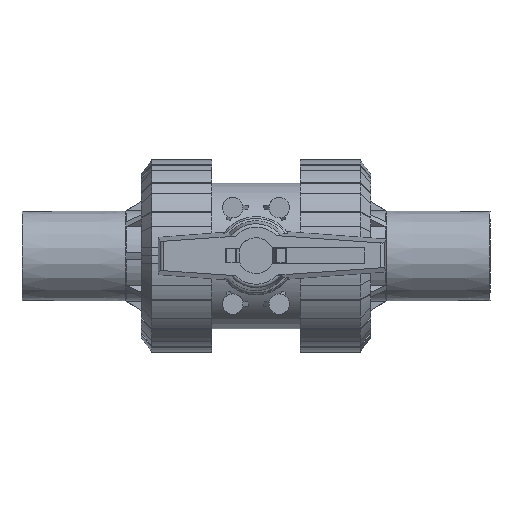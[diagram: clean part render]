
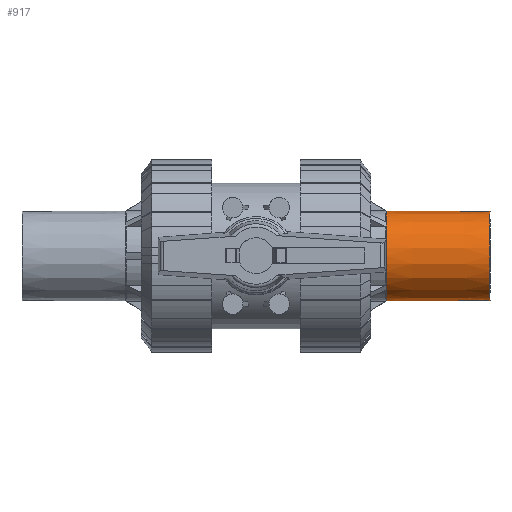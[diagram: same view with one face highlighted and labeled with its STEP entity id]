
A CAD part, top view. The second image highlights one B-rep face of the part: STEP entity #917.
In plain terms, the highlighted conical face has half-angle 0.099 degrees and reference radius 25.102 mm.
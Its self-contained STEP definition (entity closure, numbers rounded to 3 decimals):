
#917=ADVANCED_FACE('',(#2143),#2144,.T.);
#2143=FACE_OUTER_BOUND('',#3747,.T.);
#2144=CONICAL_SURFACE('',#3748,25.102,0.002);
#3747=EDGE_LOOP('',(#6105,#6106,#6107,#6108));
#3748=AXIS2_PLACEMENT_3D('',#6109,#6110,#6111);
#6105=ORIENTED_EDGE('',*,*,#10506,.T.);
#6106=ORIENTED_EDGE('',*,*,#10507,.F.);
#6107=ORIENTED_EDGE('',*,*,#10508,.F.);
#6108=ORIENTED_EDGE('',*,*,#10509,.T.);
#6109=CARTESIAN_POINT('',(71.84,0.0,56.5));
#6110=DIRECTION('',(-1.0,0.0,-0.0));
#6111=DIRECTION('',(0.0,1.0,0.0));
#10506=EDGE_CURVE('',#12744,#12745,#12746,.T.);
#10507=EDGE_CURVE('',#12747,#12745,#12748,.T.);
#10508=EDGE_CURVE('',#12749,#12747,#12750,.T.);
#10509=EDGE_CURVE('',#12749,#12744,#12751,.T.);
#12744=VERTEX_POINT('',#16450);
#12745=VERTEX_POINT('',#16451);
#12746=CIRCLE('',#16452,25.);
#12747=VERTEX_POINT('',#16453);
#12748=LINE('',#16454,#16455);
#12749=VERTEX_POINT('',#16456);
#12750=CIRCLE('',#16457,25.1);
#12751=LINE('',#16458,#16459);
#16450=CARTESIAN_POINT('',(131.0,-25.,56.5));
#16451=CARTESIAN_POINT('',(131.0,25.,56.5));
#16452=AXIS2_PLACEMENT_3D('',#21651,#21652,#21653);
#16453=CARTESIAN_POINT('',(73.,25.1,56.5));
#16454=CARTESIAN_POINT('',(73.,25.1,56.5));
#16455=VECTOR('',#21654,58.);
#16456=CARTESIAN_POINT('',(73.,-25.1,56.5));
#16457=AXIS2_PLACEMENT_3D('',#21655,#21656,#21657);
#16458=CARTESIAN_POINT('',(73.,-25.1,56.5));
#16459=VECTOR('',#21658,58.);
#21651=CARTESIAN_POINT('',(131.,0.0,56.5));
#21652=DIRECTION('',(-1.0,0.0,0.0));
#21653=DIRECTION('',(0.0,-1.0,0.0));
#21654=DIRECTION('',(1.,-0.002,0.));
#21655=CARTESIAN_POINT('',(73.,0.0,56.5));
#21656=DIRECTION('',(-1.0,0.0,0.0));
#21657=DIRECTION('',(0.0,-1.0,0.));
#21658=DIRECTION('',(1.,0.002,0.));
